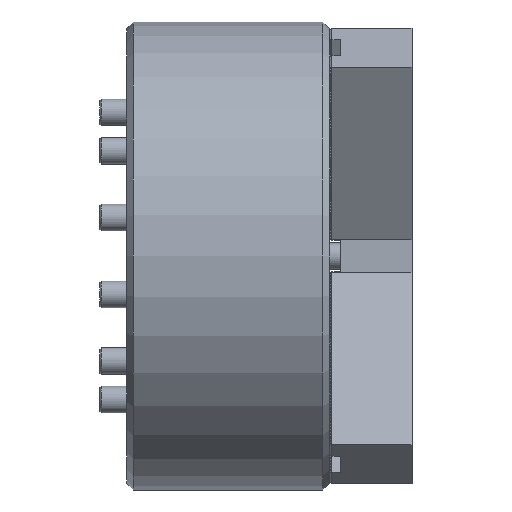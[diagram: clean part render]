
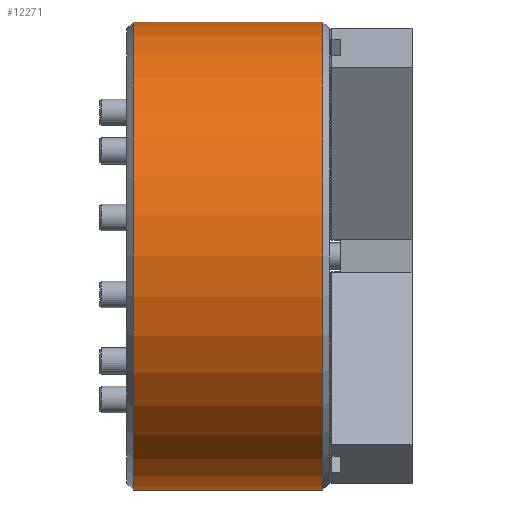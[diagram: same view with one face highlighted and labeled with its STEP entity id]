
A CAD part, front view. The second image highlights one B-rep face of the part: STEP entity #12271.
In plain terms, the highlighted cylindrical face has radius 105 mm (diameter 210 mm), a full revolution.
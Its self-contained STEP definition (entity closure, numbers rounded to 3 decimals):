
#1406 = VERTEX_POINT ( 'NONE', #12497 ) ;
#3636 = DIRECTION ( 'NONE',  ( 0., 1., 0. ) ) ;
#3717 = EDGE_LOOP ( 'NONE', ( #19055 ) ) ;
#4295 = CARTESIAN_POINT ( 'NONE',  ( -88., 0., 0. ) ) ;
#5243 = AXIS2_PLACEMENT_3D ( 'NONE', #21187, #9852, #23104 ) ;
#5808 = EDGE_CURVE ( 'NONE', #15477, #15477, #9783, .T. ) ;
#6202 = DIRECTION ( 'NONE',  ( 0., -1., 0. ) ) ;
#8371 = AXIS2_PLACEMENT_3D ( 'NONE', #4295, #17412, #6202 ) ;
#8572 = ORIENTED_EDGE ( 'NONE', *, *, #5808, .T. ) ;
#9220 = DIRECTION ( 'NONE',  ( 1., 0., 0. ) ) ;
#9783 = CIRCLE ( 'NONE', #5243, 105. ) ;
#9852 = DIRECTION ( 'NONE',  ( -1., 0., 0. ) ) ;
#10557 = CIRCLE ( 'NONE', #8371, 105. ) ;
#12271 = ADVANCED_FACE ( 'NONE', ( #16261, #16312 ), #16460, .T. ) ;
#12497 = CARTESIAN_POINT ( 'NONE',  ( -88., -105., 0. ) ) ;
#14045 = AXIS2_PLACEMENT_3D ( 'NONE', #24276, #9220, #3636 ) ;
#15477 = VERTEX_POINT ( 'NONE', #15800 ) ;
#15800 = CARTESIAN_POINT ( 'NONE',  ( -3., 105., 0. ) ) ;
#16261 = FACE_OUTER_BOUND ( 'NONE', #3717, .T. ) ;
#16312 = FACE_OUTER_BOUND ( 'NONE', #19070, .T. ) ;
#16460 = CYLINDRICAL_SURFACE ( 'NONE', #14045, 105. ) ;
#17412 = DIRECTION ( 'NONE',  ( 1., 0., 0. ) ) ;
#19055 = ORIENTED_EDGE ( 'NONE', *, *, #21400, .T. ) ;
#19070 = EDGE_LOOP ( 'NONE', ( #8572 ) ) ;
#21187 = CARTESIAN_POINT ( 'NONE',  ( -3., 0., 0. ) ) ;
#21400 = EDGE_CURVE ( 'NONE', #1406, #1406, #10557, .T. ) ;
#23104 = DIRECTION ( 'NONE',  ( 0., 1., 0. ) ) ;
#24276 = CARTESIAN_POINT ( 'NONE',  ( 0., 0., 0. ) ) ;
